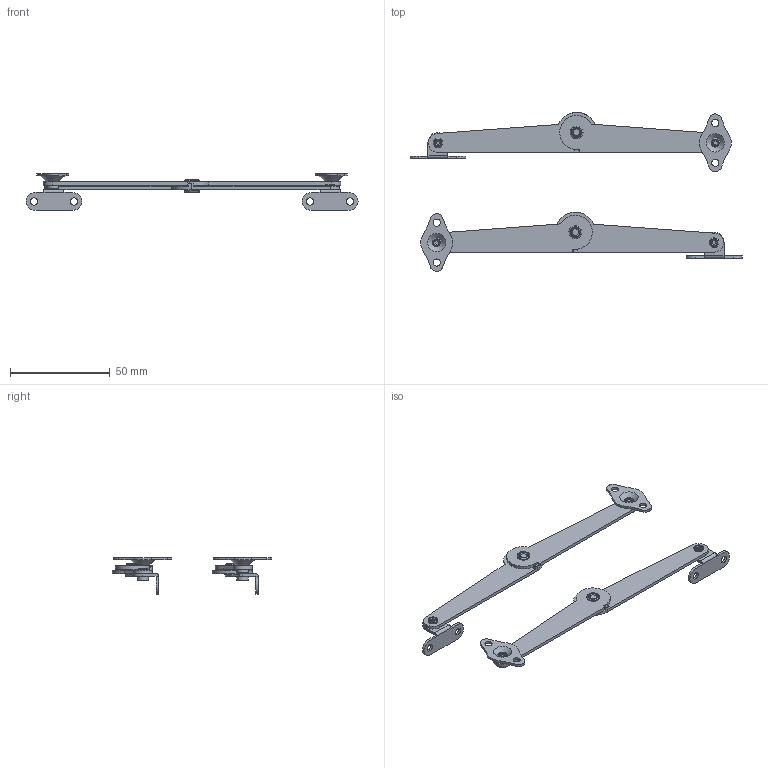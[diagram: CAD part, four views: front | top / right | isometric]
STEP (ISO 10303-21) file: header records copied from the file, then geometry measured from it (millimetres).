
FILE_DESCRIPTION(/* description */ (''),/* implementation_level */ '2;1');
FILE_NAME(/* name */ 'DR_SY-2.stp',/* time_stamp */ '2025-07-30T16:26:18+09:00',/* author */ ('user'),/* organization */ (''),/* preprocessor_version */ 'ST-DEVELOPER v15.6',/* originating_system */ 'Autodesk Inventor 2015',/* authorisation */ '');
FILE_SCHEMA (('AUTOMOTIVE_DESIGN { 1 0 10303 214 3 1 1 }'));
Length unit declared in the file: millimetre
Products named in the file (13): DR_SY-2-P1; DR_SY-2-P2; DR_SY-2-P3_1; DR_SY-2-P4; DR_SY-2-리벳; DR_SY-2-리벳2; DR_SY-2-R; DR_SY-2-P1left; DR_SY-2-P2left; DR_SY-2-리벳left; DR_SY-2-리벳2left; DR_SY-2-Rleft; DR_SY-2
Bounding box: 166.38 x 79.73 x 18.5 mm (x, y, z)
Volume: 8963.7 mm3; surface area: 13964.2 mm2
Topology: 14 solids, 14 shells, 194 faces, 416 edges, 276 vertices
Faces by surface type: plane 86, cylinder 82, torus 22, cone 4
Full cylindrical faces by diameter (mm): 2 x8, 2.5 x12, 3.6 x8, 4.8 x4, 5.8 x4, 6.4 x2, 7.2 x2, 10 x2
Entity records: 3983 total; most frequent: DIRECTION 707, CARTESIAN_POINT 609, ORIENTED_EDGE 478, AXIS2_PLACEMENT_3D 304, EDGE_CURVE 239, EDGE_LOOP 229, VERTEX_POINT 186, CIRCLE 138
